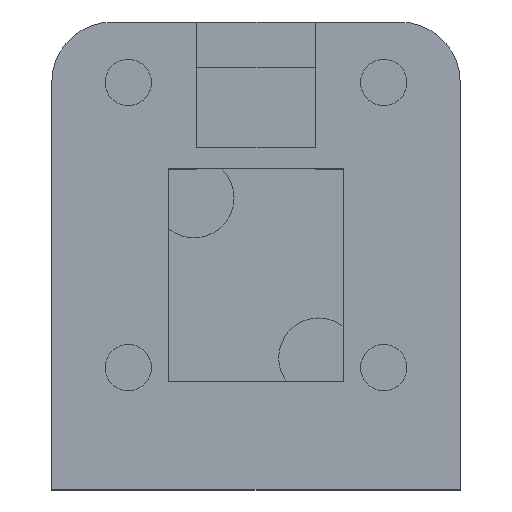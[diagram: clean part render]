
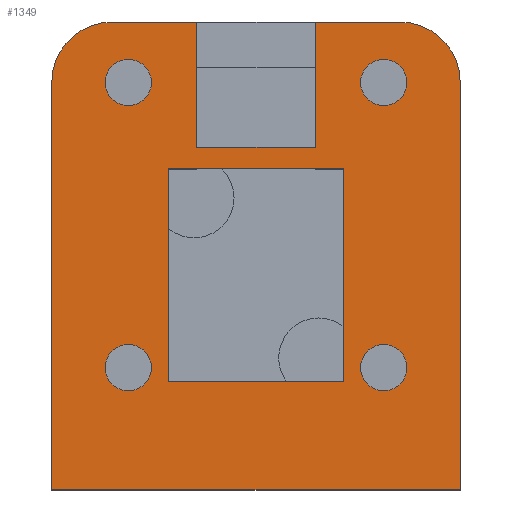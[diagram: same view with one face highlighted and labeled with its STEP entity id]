
A CAD part, top view. The second image highlights one B-rep face of the part: STEP entity #1349.
In plain terms, the highlighted planar face has unit normal (0, 0, 1).
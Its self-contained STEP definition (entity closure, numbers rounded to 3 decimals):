
#43=FACE_BOUND('',#255,.T.);
#44=FACE_BOUND('',#256,.T.);
#45=FACE_BOUND('',#257,.T.);
#46=FACE_BOUND('',#258,.T.);
#47=FACE_BOUND('',#259,.T.);
#103=PLANE('',#1485);
#173=FACE_OUTER_BOUND('',#254,.T.);
#254=EDGE_LOOP('',(#1246,#1247,#1248,#1249,#1250,#1251,#1252,#1253,#1254,
#1255,#1256,#1257));
#255=EDGE_LOOP('',(#1258));
#256=EDGE_LOOP('',(#1259));
#257=EDGE_LOOP('',(#1260));
#258=EDGE_LOOP('',(#1261));
#259=EDGE_LOOP('',(#1262,#1263,#1264,#1265));
#299=LINE('',#1984,#446);
#310=LINE('',#2006,#457);
#319=LINE('',#2025,#466);
#323=LINE('',#2033,#470);
#333=LINE('',#2052,#480);
#334=LINE('',#2053,#481);
#335=LINE('',#2056,#482);
#336=LINE('',#2057,#483);
#395=LINE('',#2215,#542);
#399=LINE('',#2226,#546);
#401=LINE('',#2229,#548);
#403=LINE('',#2233,#550);
#404=LINE('',#2236,#551);
#406=LINE('',#2239,#553);
#446=VECTOR('',#1610,10.);
#457=VECTOR('',#1625,10.);
#466=VECTOR('',#1638,10.);
#470=VECTOR('',#1642,10.);
#480=VECTOR('',#1656,10.);
#481=VECTOR('',#1657,10.);
#482=VECTOR('',#1660,10.);
#483=VECTOR('',#1661,10.);
#542=VECTOR('',#1826,10.);
#546=VECTOR('',#1840,10.);
#548=VECTOR('',#1844,10.);
#550=VECTOR('',#1848,10.);
#551=VECTOR('',#1851,10.);
#553=VECTOR('',#1855,10.);
#582=CIRCLE('',#1455,1.015);
#584=CIRCLE('',#1459,1.015);
#586=CIRCLE('',#1463,1.015);
#588=CIRCLE('',#1467,1.015);
#590=CIRCLE('',#1477,2.65);
#591=CIRCLE('',#1479,2.65);
#630=VERTEX_POINT('',#1981);
#631=VERTEX_POINT('',#1983);
#639=VERTEX_POINT('',#2003);
#640=VERTEX_POINT('',#2005);
#647=VERTEX_POINT('',#2022);
#648=VERTEX_POINT('',#2024);
#651=VERTEX_POINT('',#2030);
#652=VERTEX_POINT('',#2032);
#659=VERTEX_POINT('',#2051);
#660=VERTEX_POINT('',#2055);
#695=VERTEX_POINT('',#2172);
#697=VERTEX_POINT('',#2179);
#699=VERTEX_POINT('',#2186);
#701=VERTEX_POINT('',#2193);
#705=VERTEX_POINT('',#2213);
#706=VERTEX_POINT('',#2214);
#707=VERTEX_POINT('',#2221);
#708=VERTEX_POINT('',#2225);
#709=VERTEX_POINT('',#2231);
#710=VERTEX_POINT('',#2235);
#766=EDGE_CURVE('',#631,#630,#299,.T.);
#777=EDGE_CURVE('',#640,#639,#310,.T.);
#786=EDGE_CURVE('',#648,#647,#319,.T.);
#790=EDGE_CURVE('',#652,#651,#323,.T.);
#800=EDGE_CURVE('',#659,#640,#333,.T.);
#801=EDGE_CURVE('',#647,#659,#334,.T.);
#802=EDGE_CURVE('',#660,#652,#335,.T.);
#803=EDGE_CURVE('',#639,#660,#336,.T.);
#864=EDGE_CURVE('',#695,#695,#582,.T.);
#867=EDGE_CURVE('',#697,#697,#584,.T.);
#870=EDGE_CURVE('',#699,#699,#586,.T.);
#873=EDGE_CURVE('',#701,#701,#588,.T.);
#882=EDGE_CURVE('',#705,#706,#395,.T.);
#885=EDGE_CURVE('',#706,#648,#590,.T.);
#886=EDGE_CURVE('',#651,#707,#591,.T.);
#888=EDGE_CURVE('',#707,#708,#399,.T.);
#890=EDGE_CURVE('',#708,#705,#401,.T.);
#892=EDGE_CURVE('',#630,#709,#403,.T.);
#893=EDGE_CURVE('',#709,#710,#404,.T.);
#895=EDGE_CURVE('',#710,#631,#406,.T.);
#1246=ORIENTED_EDGE('',*,*,#803,.T.);
#1247=ORIENTED_EDGE('',*,*,#802,.T.);
#1248=ORIENTED_EDGE('',*,*,#790,.T.);
#1249=ORIENTED_EDGE('',*,*,#886,.T.);
#1250=ORIENTED_EDGE('',*,*,#888,.T.);
#1251=ORIENTED_EDGE('',*,*,#890,.T.);
#1252=ORIENTED_EDGE('',*,*,#882,.T.);
#1253=ORIENTED_EDGE('',*,*,#885,.T.);
#1254=ORIENTED_EDGE('',*,*,#786,.T.);
#1255=ORIENTED_EDGE('',*,*,#801,.T.);
#1256=ORIENTED_EDGE('',*,*,#800,.T.);
#1257=ORIENTED_EDGE('',*,*,#777,.T.);
#1258=ORIENTED_EDGE('',*,*,#864,.T.);
#1259=ORIENTED_EDGE('',*,*,#867,.T.);
#1260=ORIENTED_EDGE('',*,*,#870,.T.);
#1261=ORIENTED_EDGE('',*,*,#873,.T.);
#1262=ORIENTED_EDGE('',*,*,#766,.T.);
#1263=ORIENTED_EDGE('',*,*,#892,.T.);
#1264=ORIENTED_EDGE('',*,*,#893,.T.);
#1265=ORIENTED_EDGE('',*,*,#895,.T.);
#1349=ADVANCED_FACE('',(#173,#43,#44,#45,#46,#47),#103,.T.);
#1455=AXIS2_PLACEMENT_3D('',#2173,#1774,#1775);
#1459=AXIS2_PLACEMENT_3D('',#2180,#1783,#1784);
#1463=AXIS2_PLACEMENT_3D('',#2187,#1792,#1793);
#1467=AXIS2_PLACEMENT_3D('',#2194,#1801,#1802);
#1477=AXIS2_PLACEMENT_3D('',#2219,#1831,#1832);
#1479=AXIS2_PLACEMENT_3D('',#2222,#1835,#1836);
#1485=AXIS2_PLACEMENT_3D('',#2240,#1856,#1857);
#1610=DIRECTION('',(1.,0.,0.));
#1625=DIRECTION('',(-1.,0.,0.));
#1638=DIRECTION('',(-1.,0.,0.));
#1642=DIRECTION('',(-1.,0.,0.));
#1656=DIRECTION('',(0.,-1.,0.));
#1657=DIRECTION('',(0.,-1.,0.));
#1660=DIRECTION('',(0.,1.,0.));
#1661=DIRECTION('',(0.,1.,0.));
#1774=DIRECTION('center_axis',(0.,0.,-1.));
#1775=DIRECTION('ref_axis',(1.,0.,0.));
#1783=DIRECTION('center_axis',(0.,0.,-1.));
#1784=DIRECTION('ref_axis',(1.,0.,0.));
#1792=DIRECTION('center_axis',(0.,0.,-1.));
#1793=DIRECTION('ref_axis',(1.,0.,0.));
#1801=DIRECTION('center_axis',(0.,0.,-1.));
#1802=DIRECTION('ref_axis',(1.,0.,0.));
#1826=DIRECTION('',(0.,1.,0.));
#1831=DIRECTION('center_axis',(0.,0.,1.));
#1832=DIRECTION('ref_axis',(1.,0.,0.));
#1835=DIRECTION('center_axis',(0.,0.,1.));
#1836=DIRECTION('ref_axis',(0.,1.,0.));
#1840=DIRECTION('',(0.,-1.,0.));
#1844=DIRECTION('',(1.,0.,0.));
#1848=DIRECTION('',(0.,-1.,0.));
#1851=DIRECTION('',(-1.,0.,0.));
#1855=DIRECTION('',(0.,1.,0.));
#1856=DIRECTION('center_axis',(0.,0.,1.));
#1857=DIRECTION('ref_axis',(-1.,0.,0.));
#1981=CARTESIAN_POINT('',(3.855,2.461,5.9));
#1983=CARTESIAN_POINT('',(-3.845,2.461,5.9));
#1984=CARTESIAN_POINT('',(-3.845,2.461,5.9));
#2003=CARTESIAN_POINT('',(-2.6,3.4,5.9));
#2005=CARTESIAN_POINT('',(2.6,3.4,5.9));
#2006=CARTESIAN_POINT('',(1.3,3.4,5.9));
#2022=CARTESIAN_POINT('',(2.6,8.9,5.9));
#2024=CARTESIAN_POINT('',(6.3,8.9,5.9));
#2025=CARTESIAN_POINT('',(6.3,8.9,5.9));
#2030=CARTESIAN_POINT('',(-6.3,8.9,5.9));
#2032=CARTESIAN_POINT('',(-2.6,8.9,5.9));
#2033=CARTESIAN_POINT('',(6.3,8.9,5.9));
#2051=CARTESIAN_POINT('',(2.6,5.9,5.9));
#2052=CARTESIAN_POINT('',(2.6,3.825,5.9));
#2053=CARTESIAN_POINT('',(2.6,3.825,5.9));
#2055=CARTESIAN_POINT('',(-2.6,5.9,5.9));
#2056=CARTESIAN_POINT('',(-2.6,3.825,5.9));
#2057=CARTESIAN_POINT('',(-2.6,1.075,5.9));
#2172=CARTESIAN_POINT('',(-6.615,6.25,5.9));
#2173=CARTESIAN_POINT('Origin',(-5.6,6.25,5.9));
#2179=CARTESIAN_POINT('',(-6.615,-6.25,5.9));
#2180=CARTESIAN_POINT('Origin',(-5.6,-6.25,5.9));
#2186=CARTESIAN_POINT('',(4.585,6.25,5.9));
#2187=CARTESIAN_POINT('Origin',(5.6,6.25,5.9));
#2193=CARTESIAN_POINT('',(4.585,-6.25,5.9));
#2194=CARTESIAN_POINT('Origin',(5.6,-6.25,5.9));
#2213=CARTESIAN_POINT('',(8.95,-11.6,5.9));
#2214=CARTESIAN_POINT('',(8.95,6.25,5.9));
#2215=CARTESIAN_POINT('',(8.95,-11.6,5.9));
#2219=CARTESIAN_POINT('Origin',(6.3,6.25,5.9));
#2221=CARTESIAN_POINT('',(-8.95,6.25,5.9));
#2222=CARTESIAN_POINT('Origin',(-6.3,6.25,5.9));
#2225=CARTESIAN_POINT('',(-8.95,-11.6,5.9));
#2226=CARTESIAN_POINT('',(-8.95,6.25,5.9));
#2229=CARTESIAN_POINT('',(-8.95,-11.6,5.9));
#2231=CARTESIAN_POINT('',(3.855,-6.839,5.9));
#2233=CARTESIAN_POINT('',(3.855,2.461,5.9));
#2235=CARTESIAN_POINT('',(-3.845,-6.839,5.9));
#2236=CARTESIAN_POINT('',(3.855,-6.839,5.9));
#2239=CARTESIAN_POINT('',(-3.845,-6.839,5.9));
#2240=CARTESIAN_POINT('Origin',(0.,-1.25,5.9));
